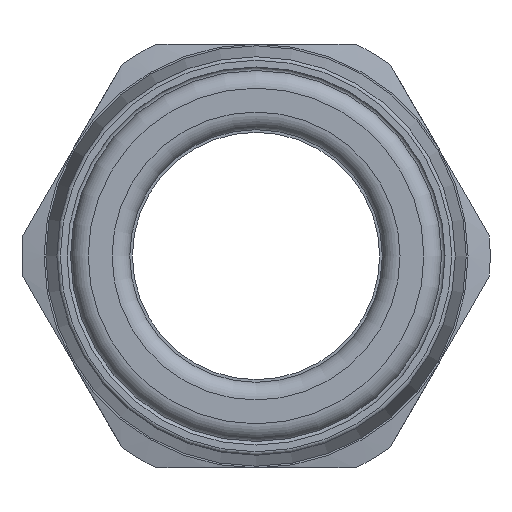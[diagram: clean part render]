
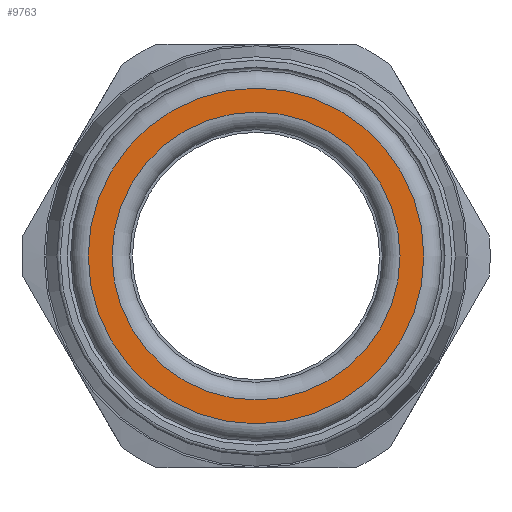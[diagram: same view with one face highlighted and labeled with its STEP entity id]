
A CAD part, left-side view. The second image highlights one B-rep face of the part: STEP entity #9763.
In plain terms, the highlighted planar face has unit normal (-1, 0, 0).
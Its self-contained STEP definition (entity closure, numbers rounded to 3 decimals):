
#2137=PLANE('',#10926);
#2281=FACE_BOUND('',#3559,.T.);
#2848=FACE_OUTER_BOUND('',#3558,.T.);
#3558=EDGE_LOOP('',(#9109));
#3559=EDGE_LOOP('',(#9110));
#4073=CIRCLE('',#10902,9.5);
#4085=CIRCLE('',#10925,8.15);
#5012=VERTEX_POINT('',#17566);
#5024=VERTEX_POINT('',#17601);
#6374=EDGE_CURVE('',#5012,#5012,#4073,.T.);
#6386=EDGE_CURVE('',#5024,#5024,#4085,.T.);
#9109=ORIENTED_EDGE('',*,*,#6374,.F.);
#9110=ORIENTED_EDGE('',*,*,#6386,.T.);
#9763=ADVANCED_FACE('',(#2848,#2281),#2137,.T.);
#10902=AXIS2_PLACEMENT_3D('',#17567,#13840,#13841);
#10925=AXIS2_PLACEMENT_3D('',#17602,#13886,#13887);
#10926=AXIS2_PLACEMENT_3D('',#17603,#13888,#13889);
#13840=DIRECTION('center_axis',(1.,0.,0.));
#13841=DIRECTION('ref_axis',(0.,0.,-1.));
#13886=DIRECTION('center_axis',(1.,0.,0.));
#13887=DIRECTION('ref_axis',(0.,0.,-1.));
#13888=DIRECTION('center_axis',(-1.,0.,0.));
#13889=DIRECTION('ref_axis',(0.,0.,1.));
#17566=CARTESIAN_POINT('',(0.,9.5,0.));
#17567=CARTESIAN_POINT('Origin',(0.,0.,0.));
#17601=CARTESIAN_POINT('',(0.,8.15,0.));
#17602=CARTESIAN_POINT('Origin',(0.,0.,0.));
#17603=CARTESIAN_POINT('Origin',(0.,9.5,0.));
